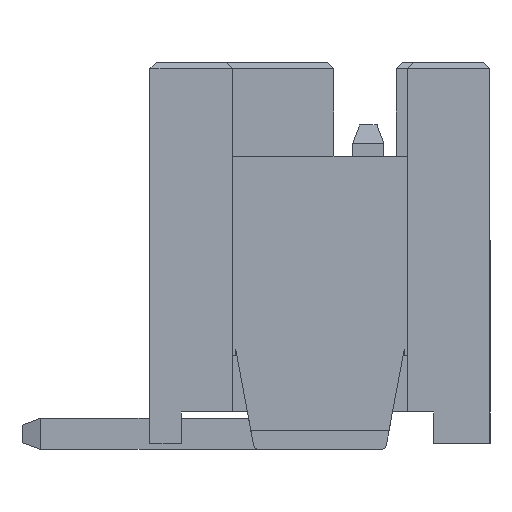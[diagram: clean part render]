
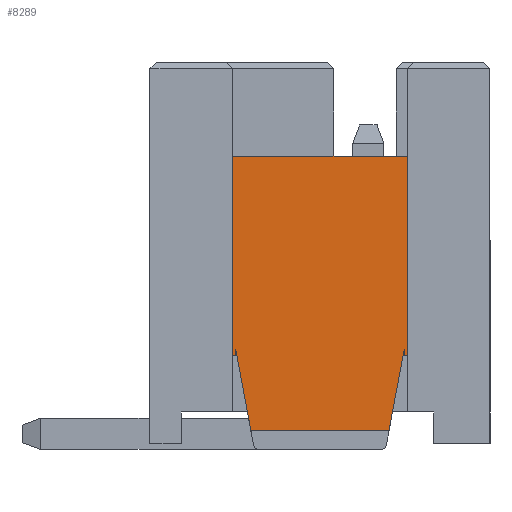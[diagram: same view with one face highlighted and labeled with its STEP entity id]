
A CAD part, left-side view. The second image highlights one B-rep face of the part: STEP entity #8289.
In plain terms, the highlighted planar face has unit normal (-1, 0, 0).
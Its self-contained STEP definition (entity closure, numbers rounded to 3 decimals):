
#153 = EDGE_CURVE ( 'NONE', #12319, #17201, #20139, .T. ) ;
#339 = LINE ( 'NONE', #15390, #17310 ) ;
#679 = DIRECTION ( 'NONE',  ( 0., 0., 1. ) ) ;
#684 = VECTOR ( 'NONE', #2553, 1000. ) ;
#894 = CARTESIAN_POINT ( 'NONE',  ( -4.5, 0.375, 1.5 ) ) ;
#1253 = EDGE_LOOP ( 'NONE', ( #14510, #8945, #9330, #12482, #6798, #15573, #1519, #5073, #2888, #8356 ) ) ;
#1305 = CARTESIAN_POINT ( 'NONE',  ( -4.5, 0.131, 0.2 ) ) ;
#1519 = ORIENTED_EDGE ( 'NONE', *, *, #14036, .T. ) ;
#1676 = CARTESIAN_POINT ( 'NONE',  ( -4.5, -2.775, 1.4 ) ) ;
#1696 = EDGE_CURVE ( 'NONE', #12156, #9520, #7738, .T. ) ;
#2002 = EDGE_CURVE ( 'NONE', #9520, #13547, #6392, .T. ) ;
#2082 = LINE ( 'NONE', #10749, #16199 ) ;
#2196 = VECTOR ( 'NONE', #13632, 1000. ) ;
#2220 = DIRECTION ( 'NONE',  ( 0., 0., 1. ) ) ;
#2418 = DIRECTION ( 'NONE',  ( -1., 0., 0. ) ) ;
#2492 = EDGE_CURVE ( 'NONE', #17275, #3728, #2082, .T. ) ;
#2553 = DIRECTION ( 'NONE',  ( 0., 0., -1. ) ) ;
#2693 = LINE ( 'NONE', #4456, #9432 ) ;
#2888 = ORIENTED_EDGE ( 'NONE', *, *, #14551, .T. ) ;
#3728 = VERTEX_POINT ( 'NONE', #11756 ) ;
#3921 = DIRECTION ( 'NONE',  ( 0., -1., 0. ) ) ;
#4054 = CARTESIAN_POINT ( 'NONE',  ( -4.5, -2.325, 0.1 ) ) ;
#4456 = CARTESIAN_POINT ( 'NONE',  ( -4.5, 0.825, 1.4 ) ) ;
#4753 = DIRECTION ( 'NONE',  ( 0., 0.184, 0.983 ) ) ;
#5073 = ORIENTED_EDGE ( 'NONE', *, *, #153, .T. ) ;
#5187 = FACE_OUTER_BOUND ( 'NONE', #1253, .T. ) ;
#5750 = LINE ( 'NONE', #12511, #684 ) ;
#6392 = LINE ( 'NONE', #19584, #15505 ) ;
#6717 = DIRECTION ( 'NONE',  ( 0., 1., 0. ) ) ;
#6798 = ORIENTED_EDGE ( 'NONE', *, *, #7430, .F. ) ;
#6809 = CARTESIAN_POINT ( 'NONE',  ( -4.5, -2.081, 0.2 ) ) ;
#7082 = LINE ( 'NONE', #9900, #2196 ) ;
#7430 = EDGE_CURVE ( 'NONE', #18905, #19463, #18910, .T. ) ;
#7738 = LINE ( 'NONE', #12566, #10925 ) ;
#8289 = ADVANCED_FACE ( 'NONE', ( #5187 ), #8308, .T. ) ;
#8308 = PLANE ( 'NONE',  #18288 ) ;
#8356 = ORIENTED_EDGE ( 'NONE', *, *, #2492, .T. ) ;
#8433 = VECTOR ( 'NONE', #6717, 1000. ) ;
#8649 = CARTESIAN_POINT ( 'NONE',  ( -4.5, -2.325, 4.6 ) ) ;
#8722 = CARTESIAN_POINT ( 'NONE',  ( -4.5, -2.325, 0.1 ) ) ;
#8794 = EDGE_CURVE ( 'NONE', #13547, #3728, #5750, .T. ) ;
#8945 = ORIENTED_EDGE ( 'NONE', *, *, #2002, .F. ) ;
#9330 = ORIENTED_EDGE ( 'NONE', *, *, #1696, .F. ) ;
#9432 = VECTOR ( 'NONE', #11060, 1000. ) ;
#9520 = VERTEX_POINT ( 'NONE', #1305 ) ;
#9613 = CARTESIAN_POINT ( 'NONE',  ( -4.5, 0.825, 4.6 ) ) ;
#9822 = LINE ( 'NONE', #1676, #17691 ) ;
#9900 = CARTESIAN_POINT ( 'NONE',  ( -4.5, -2.071, 0.148 ) ) ;
#10638 = DIRECTION ( 'NONE',  ( 0., -1., 0. ) ) ;
#10749 = CARTESIAN_POINT ( 'NONE',  ( -4.5, 0.825, 1.4 ) ) ;
#10925 = VECTOR ( 'NONE', #19309, 1000. ) ;
#11060 = DIRECTION ( 'NONE',  ( 0., 0., -1. ) ) ;
#11756 = CARTESIAN_POINT ( 'NONE',  ( -4.5, 0.375, 1.4 ) ) ;
#12156 = VERTEX_POINT ( 'NONE', #6809 ) ;
#12319 = VERTEX_POINT ( 'NONE', #16049 ) ;
#12482 = ORIENTED_EDGE ( 'NONE', *, *, #15375, .F. ) ;
#12511 = CARTESIAN_POINT ( 'NONE',  ( -4.5, 0.375, 0.1 ) ) ;
#12566 = CARTESIAN_POINT ( 'NONE',  ( -4.5, -2.325, 0.2 ) ) ;
#13040 = CARTESIAN_POINT ( 'NONE',  ( -4.5, 0.825, 1.4 ) ) ;
#13547 = VERTEX_POINT ( 'NONE', #894 ) ;
#13632 = DIRECTION ( 'NONE',  ( 0., 0.184, -0.983 ) ) ;
#14036 = EDGE_CURVE ( 'NONE', #14799, #12319, #9822, .T. ) ;
#14510 = ORIENTED_EDGE ( 'NONE', *, *, #8794, .F. ) ;
#14551 = EDGE_CURVE ( 'NONE', #17201, #17275, #2693, .T. ) ;
#14799 = VERTEX_POINT ( 'NONE', #15089 ) ;
#15089 = CARTESIAN_POINT ( 'NONE',  ( -4.5, -2.775, 1.4 ) ) ;
#15375 = EDGE_CURVE ( 'NONE', #19463, #12156, #7082, .T. ) ;
#15390 = CARTESIAN_POINT ( 'NONE',  ( -4.5, 0.825, 1.4 ) ) ;
#15505 = VECTOR ( 'NONE', #4753, 1000. ) ;
#15573 = ORIENTED_EDGE ( 'NONE', *, *, #17753, .T. ) ;
#16049 = CARTESIAN_POINT ( 'NONE',  ( -4.5, -2.775, 4.6 ) ) ;
#16199 = VECTOR ( 'NONE', #10638, 1000. ) ;
#17201 = VERTEX_POINT ( 'NONE', #9613 ) ;
#17275 = VERTEX_POINT ( 'NONE', #13040 ) ;
#17310 = VECTOR ( 'NONE', #3921, 1000. ) ;
#17691 = VECTOR ( 'NONE', #19893, 1000. ) ;
#17753 = EDGE_CURVE ( 'NONE', #18905, #14799, #339, .T. ) ;
#18288 = AXIS2_PLACEMENT_3D ( 'NONE', #8722, #2418, #679 ) ;
#18905 = VERTEX_POINT ( 'NONE', #19723 ) ;
#18910 = LINE ( 'NONE', #4054, #19994 ) ;
#19210 = CARTESIAN_POINT ( 'NONE',  ( -4.5, -2.325, 1.5 ) ) ;
#19309 = DIRECTION ( 'NONE',  ( 0., 1., 0. ) ) ;
#19463 = VERTEX_POINT ( 'NONE', #19210 ) ;
#19584 = CARTESIAN_POINT ( 'NONE',  ( -4.5, 0.03, -0.342 ) ) ;
#19723 = CARTESIAN_POINT ( 'NONE',  ( -4.5, -2.325, 1.4 ) ) ;
#19893 = DIRECTION ( 'NONE',  ( 0., 0., 1. ) ) ;
#19994 = VECTOR ( 'NONE', #2220, 1000. ) ;
#20139 = LINE ( 'NONE', #8649, #8433 ) ;
